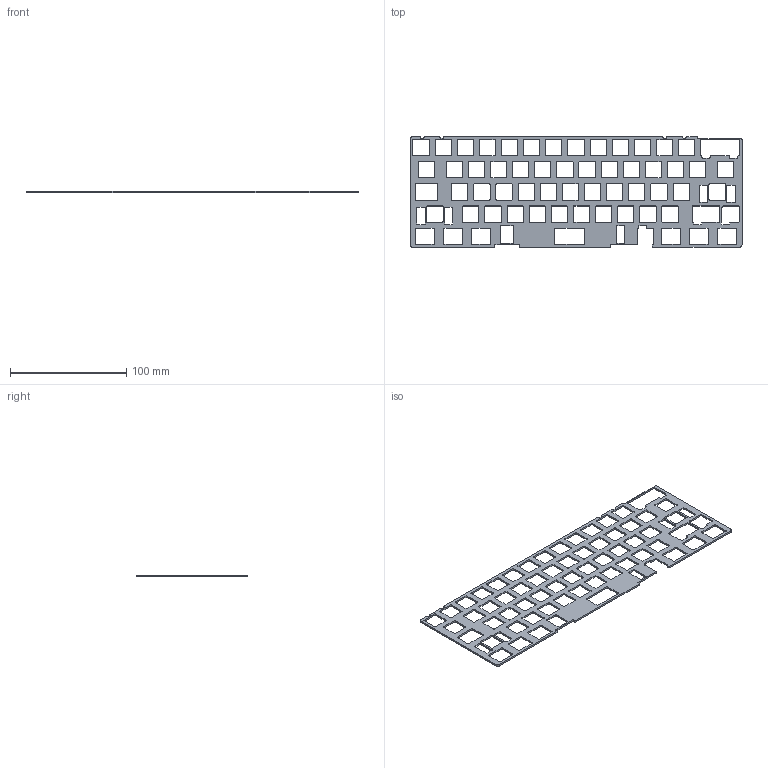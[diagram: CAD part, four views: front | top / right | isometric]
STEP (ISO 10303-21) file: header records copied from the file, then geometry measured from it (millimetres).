
FILE_DESCRIPTION(/* description */ ('STEP AP242','CAx-IF Rec.Pracs.---Representation and Presentation of Product Manufacturing Information (PMI)---4.0---2014-10-13','CAx-IF Rec.Pracs.---3D Tessellated Geometry---0.4---2014-09-14','2;1'),/* implementation_level */ '2;1');
FILE_NAME(/* name */ '6221852d4682da2ed24705ea',/* time_stamp */ '2022-03-04T03:19:10+00:00',/* author */ (''),/* organization */ (''),/* preprocessor_version */ 'ST-DEVELOPER v18.101',/* originating_system */ ' ',/* authorisation */ ' ');
FILE_SCHEMA (('AP242_MANAGED_MODEL_BASED_3D_ENGINEERING_MIM_LF { 1 0 10303 442 1 1 4 }'));
Length unit declared in the file: metre
Products named in the file (1): Part 1
Bounding box: 285.75 x 95.25 x 1.5 mm (x, y, z)
Volume: 19844.4 mm3; surface area: 33315.1 mm2
Topology: 1 solids, 1 shells, 641 faces, 1917 edges, 1278 vertices
Faces by surface type: cylinder 322, plane 319
Entity records: 22045 total; most frequent: DIRECTION 3845, CARTESIAN_POINT 3837, ORIENTED_EDGE 3834, EDGE_CURVE 1917, AXIS2_PLACEMENT_3D 1286, VERTEX_POINT 1278, LINE 1273, VECTOR 1273
